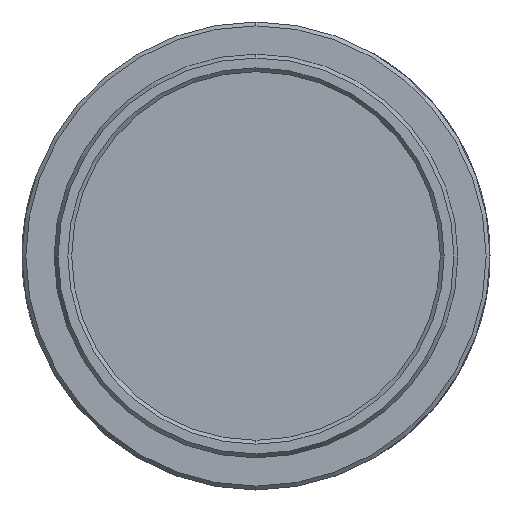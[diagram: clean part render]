
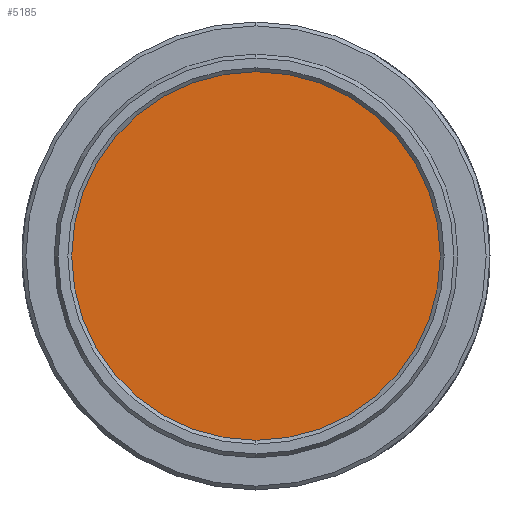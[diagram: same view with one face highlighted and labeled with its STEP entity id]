
A CAD part, left-side view. The second image highlights one B-rep face of the part: STEP entity #5185.
In plain terms, the highlighted planar face has unit normal (-1, 0, 0).
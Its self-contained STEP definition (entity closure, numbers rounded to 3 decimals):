
#398 = ORIENTED_EDGE ( 'NONE', *, *, #11155, .F. ) ;
#800 = ORIENTED_EDGE ( 'NONE', *, *, #9383, .F. ) ;
#1649 = DIRECTION ( 'NONE',  ( 1., 0., 0. ) ) ;
#3261 = DIRECTION ( 'NONE',  ( 1., 0., 0. ) ) ;
#3869 = PLANE ( 'NONE',  #11552 ) ;
#4759 = VERTEX_POINT ( 'NONE', #10340 ) ;
#5185 = ADVANCED_FACE ( 'NONE', ( #7818 ), #3869, .F. ) ;
#5380 = CARTESIAN_POINT ( 'NONE',  ( -1.905, 0.75, -12.536 ) ) ;
#6308 = DIRECTION ( 'NONE',  ( 0., 0.06, -0.998 ) ) ;
#7818 = FACE_OUTER_BOUND ( 'NONE', #10665, .T. ) ;
#8658 = AXIS2_PLACEMENT_3D ( 'NONE', #8854, #1649, #10058 ) ;
#8854 = CARTESIAN_POINT ( 'NONE',  ( -1.905, 0., 0. ) ) ;
#8917 = AXIS2_PLACEMENT_3D ( 'NONE', #10445, #3261, #11639 ) ;
#9383 = EDGE_CURVE ( 'NONE', #12914, #4759, #10115, .T. ) ;
#9863 = CARTESIAN_POINT ( 'NONE',  ( -1.905, 0., 0. ) ) ;
#10058 = DIRECTION ( 'NONE',  ( 0., 0.06, -0.998 ) ) ;
#10115 = CIRCLE ( 'NONE', #8658, 12.559 ) ;
#10340 = CARTESIAN_POINT ( 'NONE',  ( -1.905, -0.75, 12.536 ) ) ;
#10445 = CARTESIAN_POINT ( 'NONE',  ( -1.905, 0., 0. ) ) ;
#10665 = EDGE_LOOP ( 'NONE', ( #800, #398 ) ) ;
#11155 = EDGE_CURVE ( 'NONE', #4759, #12914, #13032, .T. ) ;
#11552 = AXIS2_PLACEMENT_3D ( 'NONE', #9863, #13473, #6308 ) ;
#11639 = DIRECTION ( 'NONE',  ( 0., 0.06, -0.998 ) ) ;
#12914 = VERTEX_POINT ( 'NONE', #5380 ) ;
#13032 = CIRCLE ( 'NONE', #8917, 12.559 ) ;
#13473 = DIRECTION ( 'NONE',  ( 1., 0., 0. ) ) ;
